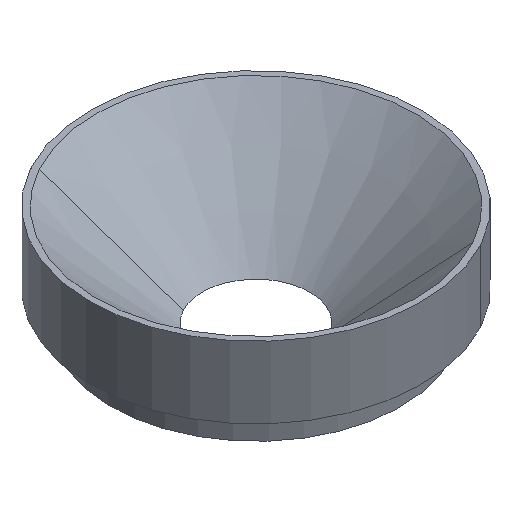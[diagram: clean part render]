
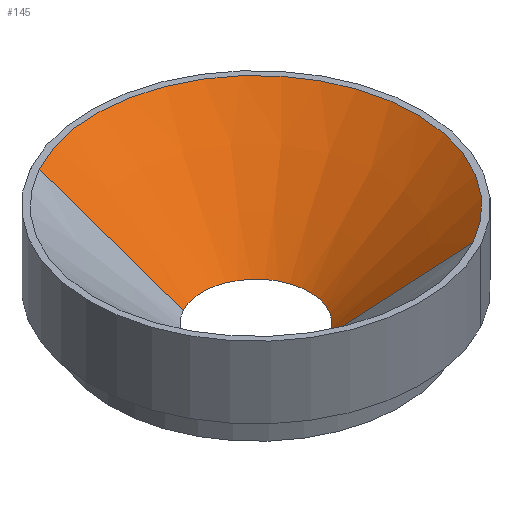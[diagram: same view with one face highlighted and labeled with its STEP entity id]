
A CAD part, isometric view. The second image highlights one B-rep face of the part: STEP entity #145.
In plain terms, the highlighted conical face has half-angle 46.317 degrees and reference radius 9 mm.
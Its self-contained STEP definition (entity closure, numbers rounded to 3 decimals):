
#92=AXIS2_PLACEMENT_3D('Cone Axis2P3D',#89,#90,#91) ;
#131=AXIS2_PLACEMENT_3D('Circle Axis2P3D',#129,#130,$) ;
#136=AXIS2_PLACEMENT_3D('Circle Axis2P3D',#134,#135,$) ;
#89=CARTESIAN_POINT('Axis2P3D Location',(0.,0.,0.)) ;
#94=CARTESIAN_POINT('Line Origine',(8.582,-15.709,8.5)) ;
#98=CARTESIAN_POINT('Vertex',(12.849,-23.519,17.)) ;
#100=CARTESIAN_POINT('Vertex',(4.315,-7.898,0.)) ;
#107=CARTESIAN_POINT('Vertex',(-4.315,7.898,0.)) ;
#110=CARTESIAN_POINT('Line Origine',(-8.582,15.709,8.5)) ;
#114=CARTESIAN_POINT('Vertex',(-12.849,23.519,17.)) ;
#129=CARTESIAN_POINT('Axis2P3D Location',(0.,0.,0.)) ;
#134=CARTESIAN_POINT('Axis2P3D Location',(0.,0.,17.)) ;
#90=DIRECTION('Axis2P3D Direction',(0.,0.,1.)) ;
#91=DIRECTION('Axis2P3D XDirection',(-0.479,0.878,0.)) ;
#95=DIRECTION('Vector Direction',(0.347,-0.635,0.691)) ;
#111=DIRECTION('Vector Direction',(-0.347,0.635,0.691)) ;
#130=DIRECTION('Axis2P3D Direction',(0.,0.,1.)) ;
#135=DIRECTION('Axis2P3D Direction',(0.,0.,1.)) ;
#96=VECTOR('Line Direction',#95,1.) ;
#112=VECTOR('Line Direction',#111,1.) ;
#140=ORIENTED_EDGE('',*,*,#116,.T.) ;
#141=ORIENTED_EDGE('',*,*,#133,.F.) ;
#142=ORIENTED_EDGE('',*,*,#102,.F.) ;
#143=ORIENTED_EDGE('',*,*,#138,.T.) ;
#145=ADVANCED_FACE('Corps principal',(#144),#93,.F.) ;
#132=CIRCLE('generated circle',#131,9.) ;
#137=CIRCLE('generated circle',#136,26.8) ;
#93=CONICAL_SURFACE('Cone',#92,9.,0.808) ;
#102=EDGE_CURVE('',#99,#101,#97,.F.) ;
#116=EDGE_CURVE('',#115,#108,#113,.F.) ;
#133=EDGE_CURVE('',#101,#108,#132,.T.) ;
#138=EDGE_CURVE('',#99,#115,#137,.T.) ;
#139=EDGE_LOOP('',(#140,#141,#142,#143)) ;
#144=FACE_OUTER_BOUND('',#139,.T.) ;
#97=LINE('Line',#94,#96) ;
#113=LINE('Line',#110,#112) ;
#99=VERTEX_POINT('',#98) ;
#101=VERTEX_POINT('',#100) ;
#108=VERTEX_POINT('',#107) ;
#115=VERTEX_POINT('',#114) ;
